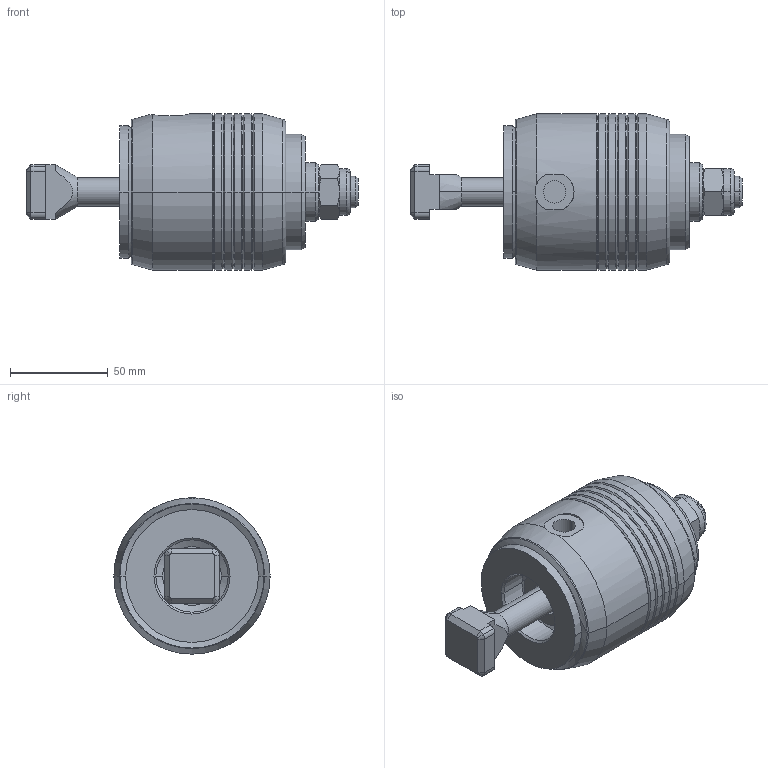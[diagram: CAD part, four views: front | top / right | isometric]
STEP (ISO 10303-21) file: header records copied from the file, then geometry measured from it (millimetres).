
FILE_DESCRIPTION(('STEP AP214'),'1');
FILE_NAME('38412020HKZ65-K_18-38.stp','2017-12-04T09:52:24',(' '),(' '),'Spatial InterOp 3D',' ',' ');
FILE_SCHEMA(('automotive_design'));
Length unit declared in the file: millimetre
Products named in the file (5): 1; 2; 3; 4; 5
Bounding box: 170 x 80 x 80 mm (x, y, z)
Volume: 423150.7 mm3; surface area: 83018.7 mm2
Topology: 5 solids, 5 shells, 171 faces, 389 edges, 236 vertices
Faces by surface type: cone 62, cylinder 60, plane 41, torus 6, sphere 2
Entity records: 6460 total; most frequent: CARTESIAN_POINT 1043, DIRECTION 914, ORIENTED_EDGE 778, EDGE_CURVE 389, AXIS2_PLACEMENT_3D 381, VERTEX_POINT 236, CIRCLE 205, EDGE_LOOP 187
